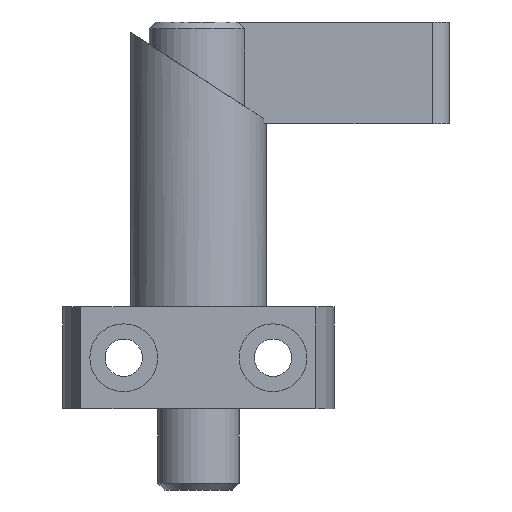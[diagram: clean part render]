
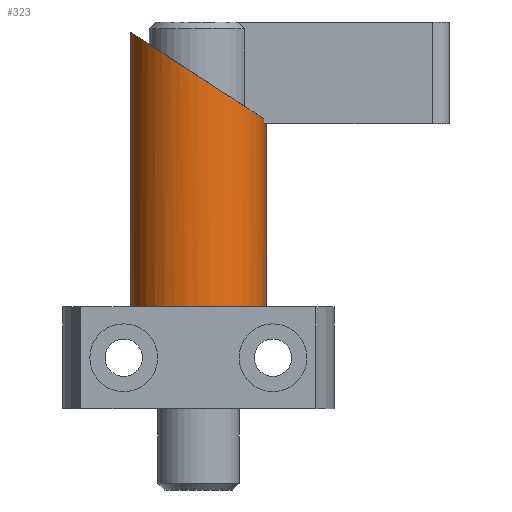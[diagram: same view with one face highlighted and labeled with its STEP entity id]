
A CAD part, front view. The second image highlights one B-rep face of the part: STEP entity #323.
In plain terms, the highlighted cylindrical face has radius 10 mm (diameter 20 mm), a partial arc.
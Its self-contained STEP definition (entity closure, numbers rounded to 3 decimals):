
#323=ADVANCED_FACE('',(#820),#821,.T.);
#421=VERTEX_POINT('',#934);
#479=EDGE_CURVE('',#643,#597,#995,.T.);
#513=EDGE_CURVE('',#569,#559,#1036,.T.);
#537=EDGE_CURVE('',#597,#569,#1063,.T.);
#559=VERTEX_POINT('',#1085);
#569=VERTEX_POINT('',#1095);
#597=VERTEX_POINT('',#1124);
#643=VERTEX_POINT('',#1179);
#659=EDGE_CURVE('',#421,#643,#1195,.T.);
#719=EDGE_CURVE('',#559,#421,#1263,.T.);
#820=FACE_OUTER_BOUND('',#1378,.T.);
#821=CYLINDRICAL_SURFACE('',#1379,10.0);
#934=CARTESIAN_POINT('',(-10.0,0.,15.0));
#995=CIRCLE('',#1618,10.0);
#1036=ELLIPSE('',#1671,11.924,10.0);
#1063=LINE('',#1712,#1713);
#1085=CARTESIAN_POINT('',(-10.0,0.,55.488));
#1095=CARTESIAN_POINT('',(10.0,0.0,42.5));
#1124=CARTESIAN_POINT('',(10.0,0.,15.0));
#1179=CARTESIAN_POINT('',(0.,-10.0,15.0));
#1195=CIRCLE('',#1889,10.0);
#1263=LINE('',#1978,#1979);
#1378=EDGE_LOOP('',(#2095,#2096,#2097,#2098,#2099));
#1379=AXIS2_PLACEMENT_3D('',#2100,#2101,#2102);
#1618=AXIS2_PLACEMENT_3D('',#2301,#2302,#2303);
#1671=AXIS2_PLACEMENT_3D('',#2359,#2360,#2361);
#1712=CARTESIAN_POINT('',(10.0,0.,27.8));
#1713=VECTOR('',#2396,1.0);
#1889=AXIS2_PLACEMENT_3D('',#2545,#2546,#2547);
#1978=CARTESIAN_POINT('',(-10.0,0.,27.8));
#1979=VECTOR('',#2622,1.0);
#2095=ORIENTED_EDGE('',*,*,#537,.T.);
#2096=ORIENTED_EDGE('',*,*,#513,.T.);
#2097=ORIENTED_EDGE('',*,*,#719,.T.);
#2098=ORIENTED_EDGE('',*,*,#659,.T.);
#2099=ORIENTED_EDGE('',*,*,#479,.T.);
#2100=CARTESIAN_POINT('',(0.0,0.0,27.8));
#2101=DIRECTION('',(-0.0,-0.0,-1.0));
#2102=DIRECTION('',(1.0,0.0,0.0));
#2301=CARTESIAN_POINT('',(0.0,0.0,15.0));
#2302=DIRECTION('',(0.0,0.0,1.0));
#2303=DIRECTION('',(1.0,0.0,0.0));
#2359=CARTESIAN_POINT('',(0.0,0.0,48.994));
#2360=DIRECTION('',(-0.545,-0.0,-0.839));
#2361=DIRECTION('',(0.839,0.0,-0.545));
#2396=DIRECTION('',(0.0,0.0,1.0));
#2545=CARTESIAN_POINT('',(0.0,0.0,15.0));
#2546=DIRECTION('',(0.0,0.0,1.0));
#2547=DIRECTION('',(1.0,0.0,0.0));
#2622=DIRECTION('',(-0.0,-0.0,-1.0));
